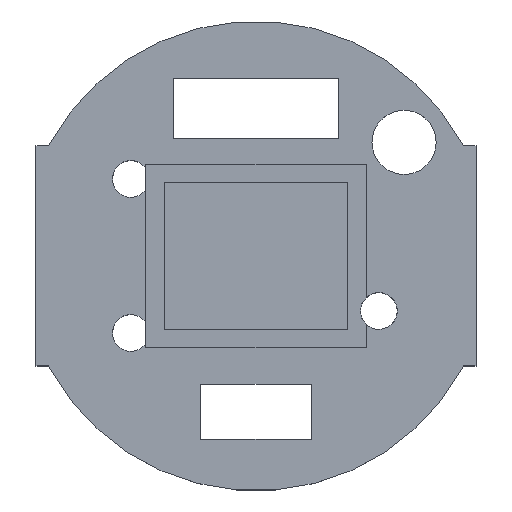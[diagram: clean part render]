
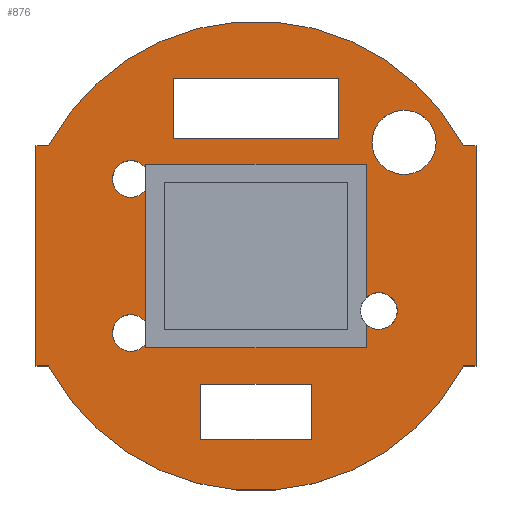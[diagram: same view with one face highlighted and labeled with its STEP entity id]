
A CAD part, top view. The second image highlights one B-rep face of the part: STEP entity #876.
In plain terms, the highlighted planar face has unit normal (0, 0, 1).
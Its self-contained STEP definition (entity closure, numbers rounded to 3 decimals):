
#20=FACE_BOUND('',#128,.T.);
#21=FACE_BOUND('',#129,.T.);
#22=FACE_BOUND('',#130,.T.);
#23=FACE_BOUND('',#131,.T.);
#31=CIRCLE('',#916,1.75);
#33=CIRCLE('',#933,1.);
#35=CIRCLE('',#937,1.);
#38=CIRCLE('',#941,1.);
#40=CIRCLE('',#943,1.);
#41=CIRCLE('',#947,12.806);
#42=CIRCLE('',#948,12.806);
#81=FACE_OUTER_BOUND('',#127,.T.);
#127=EDGE_LOOP('',(#684,#685,#686,#687,#688,#689,#690,#691));
#128=EDGE_LOOP('',(#692));
#129=EDGE_LOOP('',(#693,#694,#695,#696));
#130=EDGE_LOOP('',(#697,#698,#699,#700));
#131=EDGE_LOOP('',(#701,#702,#703,#704,#705,#706,#707,#708,#709,#710,#711));
#172=LINE('',#1248,#277);
#175=LINE('',#1254,#280);
#178=LINE('',#1260,#283);
#181=LINE('',#1264,#286);
#199=LINE('',#1302,#304);
#201=LINE('',#1306,#306);
#203=LINE('',#1310,#308);
#205=LINE('',#1313,#310);
#221=LINE('',#1362,#326);
#224=LINE('',#1367,#329);
#226=LINE('',#1374,#331);
#227=LINE('',#1376,#332);
#228=LINE('',#1378,#333);
#229=LINE('',#1382,#334);
#230=LINE('',#1384,#335);
#231=LINE('',#1385,#336);
#232=LINE('',#1387,#337);
#233=LINE('',#1389,#338);
#234=LINE('',#1390,#339);
#235=LINE('',#1392,#340);
#236=LINE('',#1393,#341);
#277=VECTOR('',#1010,10.);
#280=VECTOR('',#1015,10.);
#283=VECTOR('',#1020,10.);
#286=VECTOR('',#1025,10.);
#304=VECTOR('',#1055,10.);
#306=VECTOR('',#1059,10.);
#308=VECTOR('',#1063,10.);
#310=VECTOR('',#1067,10.);
#326=VECTOR('',#1111,10.);
#329=VECTOR('',#1116,10.);
#331=VECTOR('',#1122,10.);
#332=VECTOR('',#1123,10.);
#333=VECTOR('',#1124,10.);
#334=VECTOR('',#1127,10.);
#335=VECTOR('',#1128,10.);
#336=VECTOR('',#1129,10.);
#337=VECTOR('',#1130,10.);
#338=VECTOR('',#1131,10.);
#339=VECTOR('',#1132,10.);
#340=VECTOR('',#1133,10.);
#341=VECTOR('',#1134,10.);
#375=VERTEX_POINT('',#1236);
#379=VERTEX_POINT('',#1245);
#380=VERTEX_POINT('',#1247);
#382=VERTEX_POINT('',#1253);
#384=VERTEX_POINT('',#1259);
#397=VERTEX_POINT('',#1299);
#398=VERTEX_POINT('',#1301);
#399=VERTEX_POINT('',#1305);
#400=VERTEX_POINT('',#1309);
#405=VERTEX_POINT('',#1324);
#406=VERTEX_POINT('',#1325);
#411=VERTEX_POINT('',#1340);
#412=VERTEX_POINT('',#1341);
#414=VERTEX_POINT('',#1348);
#416=VERTEX_POINT('',#1352);
#417=VERTEX_POINT('',#1354);
#419=VERTEX_POINT('',#1361);
#421=VERTEX_POINT('',#1370);
#422=VERTEX_POINT('',#1371);
#423=VERTEX_POINT('',#1373);
#424=VERTEX_POINT('',#1375);
#425=VERTEX_POINT('',#1377);
#426=VERTEX_POINT('',#1379);
#427=VERTEX_POINT('',#1381);
#428=VERTEX_POINT('',#1383);
#429=VERTEX_POINT('',#1386);
#430=VERTEX_POINT('',#1388);
#431=VERTEX_POINT('',#1391);
#458=EDGE_CURVE('',#375,#375,#31,.T.);
#463=EDGE_CURVE('',#380,#379,#172,.T.);
#466=EDGE_CURVE('',#382,#380,#175,.T.);
#469=EDGE_CURVE('',#384,#382,#178,.T.);
#472=EDGE_CURVE('',#379,#384,#181,.T.);
#490=EDGE_CURVE('',#398,#397,#199,.T.);
#492=EDGE_CURVE('',#399,#398,#201,.T.);
#494=EDGE_CURVE('',#400,#399,#203,.T.);
#496=EDGE_CURVE('',#397,#400,#205,.T.);
#501=EDGE_CURVE('',#405,#406,#33,.T.);
#509=EDGE_CURVE('',#411,#412,#35,.T.);
#516=EDGE_CURVE('',#417,#416,#38,.T.);
#519=EDGE_CURVE('',#414,#417,#40,.T.);
#520=EDGE_CURVE('',#419,#411,#221,.T.);
#523=EDGE_CURVE('',#412,#405,#224,.T.);
#525=EDGE_CURVE('',#421,#422,#41,.T.);
#526=EDGE_CURVE('',#423,#422,#226,.T.);
#527=EDGE_CURVE('',#424,#423,#227,.T.);
#528=EDGE_CURVE('',#425,#424,#228,.T.);
#529=EDGE_CURVE('',#425,#426,#42,.T.);
#530=EDGE_CURVE('',#427,#426,#229,.T.);
#531=EDGE_CURVE('',#428,#427,#230,.T.);
#532=EDGE_CURVE('',#421,#428,#231,.T.);
#533=EDGE_CURVE('',#406,#429,#232,.T.);
#534=EDGE_CURVE('',#429,#430,#233,.T.);
#535=EDGE_CURVE('',#430,#414,#234,.T.);
#536=EDGE_CURVE('',#416,#431,#235,.T.);
#537=EDGE_CURVE('',#431,#419,#236,.T.);
#684=ORIENTED_EDGE('',*,*,#525,.T.);
#685=ORIENTED_EDGE('',*,*,#526,.F.);
#686=ORIENTED_EDGE('',*,*,#527,.F.);
#687=ORIENTED_EDGE('',*,*,#528,.F.);
#688=ORIENTED_EDGE('',*,*,#529,.T.);
#689=ORIENTED_EDGE('',*,*,#530,.F.);
#690=ORIENTED_EDGE('',*,*,#531,.F.);
#691=ORIENTED_EDGE('',*,*,#532,.F.);
#692=ORIENTED_EDGE('',*,*,#458,.T.);
#693=ORIENTED_EDGE('',*,*,#469,.T.);
#694=ORIENTED_EDGE('',*,*,#466,.T.);
#695=ORIENTED_EDGE('',*,*,#463,.T.);
#696=ORIENTED_EDGE('',*,*,#472,.T.);
#697=ORIENTED_EDGE('',*,*,#494,.T.);
#698=ORIENTED_EDGE('',*,*,#492,.T.);
#699=ORIENTED_EDGE('',*,*,#490,.T.);
#700=ORIENTED_EDGE('',*,*,#496,.T.);
#701=ORIENTED_EDGE('',*,*,#501,.T.);
#702=ORIENTED_EDGE('',*,*,#533,.T.);
#703=ORIENTED_EDGE('',*,*,#534,.T.);
#704=ORIENTED_EDGE('',*,*,#535,.T.);
#705=ORIENTED_EDGE('',*,*,#519,.T.);
#706=ORIENTED_EDGE('',*,*,#516,.T.);
#707=ORIENTED_EDGE('',*,*,#536,.T.);
#708=ORIENTED_EDGE('',*,*,#537,.T.);
#709=ORIENTED_EDGE('',*,*,#520,.T.);
#710=ORIENTED_EDGE('',*,*,#509,.T.);
#711=ORIENTED_EDGE('',*,*,#523,.T.);
#834=PLANE('',#946);
#876=ADVANCED_FACE('',(#81,#20,#21,#22,#23),#834,.T.);
#916=AXIS2_PLACEMENT_3D('',#1237,#1001,#1002);
#933=AXIS2_PLACEMENT_3D('',#1326,#1076,#1077);
#937=AXIS2_PLACEMENT_3D('',#1342,#1090,#1091);
#941=AXIS2_PLACEMENT_3D('',#1355,#1102,#1103);
#943=AXIS2_PLACEMENT_3D('',#1359,#1107,#1108);
#946=AXIS2_PLACEMENT_3D('',#1369,#1118,#1119);
#947=AXIS2_PLACEMENT_3D('',#1372,#1120,#1121);
#948=AXIS2_PLACEMENT_3D('',#1380,#1125,#1126);
#1001=DIRECTION('center_axis',(0.,0.,-1.));
#1002=DIRECTION('ref_axis',(1.,0.,0.));
#1010=DIRECTION('',(1.,0.,0.));
#1015=DIRECTION('',(0.,1.,0.));
#1020=DIRECTION('',(-1.,0.,0.));
#1025=DIRECTION('',(0.,-1.,0.));
#1055=DIRECTION('',(0.,1.,0.));
#1059=DIRECTION('',(-1.,0.,0.));
#1063=DIRECTION('',(0.,-1.,0.));
#1067=DIRECTION('',(1.,0.,0.));
#1076=DIRECTION('center_axis',(0.,0.,-1.));
#1077=DIRECTION('ref_axis',(-1.,0.,0.));
#1090=DIRECTION('center_axis',(0.,0.,-1.));
#1091=DIRECTION('ref_axis',(-1.,0.,0.));
#1102=DIRECTION('center_axis',(0.,0.,-1.));
#1103=DIRECTION('ref_axis',(-1.,0.,0.));
#1107=DIRECTION('center_axis',(0.,0.,-1.));
#1108=DIRECTION('ref_axis',(-1.,0.,0.));
#1111=DIRECTION('',(0.,1.,0.));
#1116=DIRECTION('',(0.,1.,0.));
#1118=DIRECTION('center_axis',(0.,0.,1.));
#1119=DIRECTION('ref_axis',(1.,0.,0.));
#1120=DIRECTION('center_axis',(0.,0.,1.));
#1121=DIRECTION('ref_axis',(1.,0.,0.));
#1122=DIRECTION('',(1.,0.,0.));
#1123=DIRECTION('',(0.,1.,0.));
#1124=DIRECTION('',(-1.,0.,0.));
#1125=DIRECTION('center_axis',(0.,0.,1.));
#1126=DIRECTION('ref_axis',(1.,0.,0.));
#1127=DIRECTION('',(-1.,0.,0.));
#1128=DIRECTION('',(0.,-1.,0.));
#1129=DIRECTION('',(1.,0.,0.));
#1130=DIRECTION('',(0.,1.,0.));
#1131=DIRECTION('',(1.,0.,0.));
#1132=DIRECTION('',(0.,-1.,0.));
#1133=DIRECTION('',(0.,-1.,0.));
#1134=DIRECTION('',(-1.,0.,0.));
#1236=CARTESIAN_POINT('',(6.325,6.2,70.));
#1237=CARTESIAN_POINT('Origin',(8.075,6.2,70.));
#1245=CARTESIAN_POINT('',(3.,-7.,70.));
#1247=CARTESIAN_POINT('',(-3.,-7.,70.));
#1248=CARTESIAN_POINT('',(-1.5,-7.,70.));
#1253=CARTESIAN_POINT('',(-3.,-10.,70.));
#1254=CARTESIAN_POINT('',(-3.,-5.,70.));
#1259=CARTESIAN_POINT('',(3.,-10.,70.));
#1260=CARTESIAN_POINT('',(1.5,-10.,70.));
#1264=CARTESIAN_POINT('',(3.,-3.5,70.));
#1299=CARTESIAN_POINT('',(-4.5,9.7,70.));
#1301=CARTESIAN_POINT('',(-4.5,6.4,70.));
#1302=CARTESIAN_POINT('',(-4.5,3.2,70.));
#1305=CARTESIAN_POINT('',(4.5,6.4,70.));
#1306=CARTESIAN_POINT('',(2.25,6.4,70.));
#1309=CARTESIAN_POINT('',(4.5,9.7,70.));
#1310=CARTESIAN_POINT('',(4.5,4.85,70.));
#1313=CARTESIAN_POINT('',(-2.25,9.7,70.));
#1324=CARTESIAN_POINT('',(-6.,3.635,70.));
#1325=CARTESIAN_POINT('',(-6.,4.765,70.));
#1326=CARTESIAN_POINT('Origin',(-6.825,4.2,70.));
#1340=CARTESIAN_POINT('',(-6.,-4.765,70.));
#1341=CARTESIAN_POINT('',(-6.,-3.635,70.));
#1342=CARTESIAN_POINT('Origin',(-6.825,-4.2,70.));
#1348=CARTESIAN_POINT('',(6.,-2.286,70.));
#1352=CARTESIAN_POINT('',(6.,-3.714,70.));
#1354=CARTESIAN_POINT('',(7.7,-3.,70.));
#1355=CARTESIAN_POINT('Origin',(6.7,-3.,70.));
#1359=CARTESIAN_POINT('Origin',(6.7,-3.,70.));
#1361=CARTESIAN_POINT('',(-6.,-5.,70.));
#1362=CARTESIAN_POINT('',(-6.,-2.5,70.));
#1367=CARTESIAN_POINT('',(-6.,-2.5,70.));
#1369=CARTESIAN_POINT('Origin',(0.,0.,70.));
#1370=CARTESIAN_POINT('',(11.314,6.,70.));
#1371=CARTESIAN_POINT('',(-11.314,6.,70.));
#1372=CARTESIAN_POINT('Origin',(0.,0.,70.));
#1373=CARTESIAN_POINT('',(-12.,6.,70.));
#1374=CARTESIAN_POINT('',(-12.,6.,70.));
#1375=CARTESIAN_POINT('',(-12.,-6.,70.));
#1376=CARTESIAN_POINT('',(-12.,-6.,70.));
#1377=CARTESIAN_POINT('',(-11.314,-6.,70.));
#1378=CARTESIAN_POINT('',(12.,-6.,70.));
#1379=CARTESIAN_POINT('',(11.314,-6.,70.));
#1380=CARTESIAN_POINT('Origin',(0.,0.,70.));
#1381=CARTESIAN_POINT('',(12.,-6.,70.));
#1382=CARTESIAN_POINT('',(12.,-6.,70.));
#1383=CARTESIAN_POINT('',(12.,6.,70.));
#1384=CARTESIAN_POINT('',(12.,6.,70.));
#1385=CARTESIAN_POINT('',(-12.,6.,70.));
#1386=CARTESIAN_POINT('',(-6.,5.,70.));
#1387=CARTESIAN_POINT('',(-6.,-2.5,70.));
#1388=CARTESIAN_POINT('',(6.,5.,70.));
#1389=CARTESIAN_POINT('',(-3.,5.,70.));
#1390=CARTESIAN_POINT('',(6.,2.5,70.));
#1391=CARTESIAN_POINT('',(6.,-5.,70.));
#1392=CARTESIAN_POINT('',(6.,2.5,70.));
#1393=CARTESIAN_POINT('',(3.,-5.,70.));
